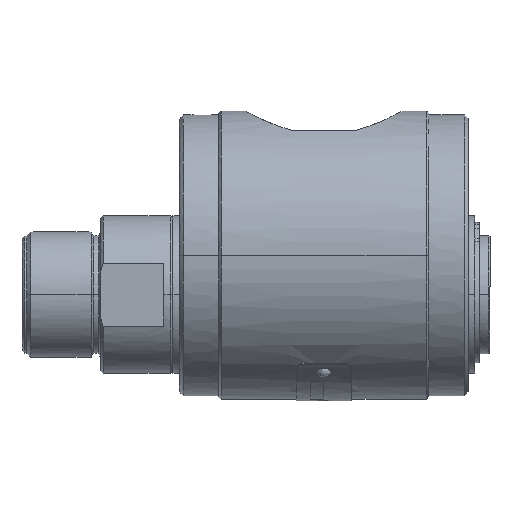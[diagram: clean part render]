
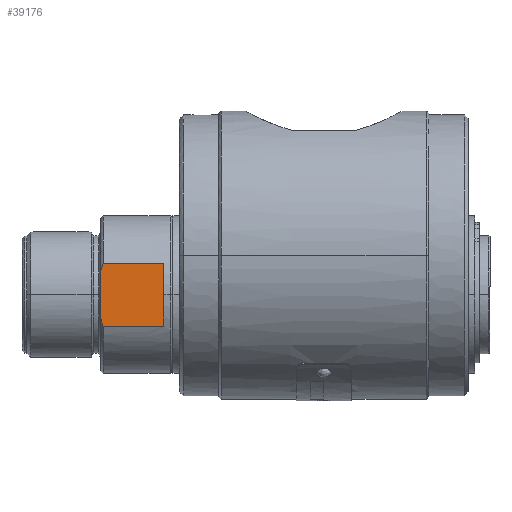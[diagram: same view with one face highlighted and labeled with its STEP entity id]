
A CAD part, front view. The second image highlights one B-rep face of the part: STEP entity #39176.
In plain terms, the highlighted planar face has unit normal (0, 1, 0).
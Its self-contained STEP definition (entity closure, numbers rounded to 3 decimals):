
#1584 = DIRECTION ( 'NONE',  ( 0., 0., 1. ) ) ;
#2008 = DIRECTION ( 'NONE',  ( 0., 1., 0. ) ) ;
#3834 = CARTESIAN_POINT ( 'NONE',  ( 31., -27.5, -11.99 ) ) ;
#4518 = EDGE_CURVE ( 'NONE', #39357, #20625, #17066, .T. ) ;
#4788 = ORIENTED_EDGE ( 'NONE', *, *, #24057, .T. ) ;
#4790 = DIRECTION ( 'NONE',  ( -1., 0., 0. ) ) ;
#5316 = LINE ( 'NONE', #24225, #22361 ) ;
#5677 = VECTOR ( 'NONE', #4790, 1000. ) ;
#5687 = VERTEX_POINT ( 'NONE', #12116 ) ;
#5939 = EDGE_CURVE ( 'NONE', #18828, #20625, #14186, .T. ) ;
#6224 = ORIENTED_EDGE ( 'NONE', *, *, #4518, .T. ) ;
#6650 = DIRECTION ( 'NONE',  ( 0., 0., 1. ) ) ;
#7849 = VERTEX_POINT ( 'NONE', #3834 ) ;
#7939 = CARTESIAN_POINT ( 'NONE',  ( 30., -27.5, -9.206 ) ) ;
#9872 = CARTESIAN_POINT ( 'NONE',  ( 54., -27.5, 0. ) ) ;
#11365 = CARTESIAN_POINT ( 'NONE',  ( 54.48, -27.5, 12.469 ) ) ;
#11497 = PLANE ( 'NONE',  #26139 ) ;
#11638 = CARTESIAN_POINT ( 'NONE',  ( 30., -27.5, 9.206 ) ) ;
#12116 = CARTESIAN_POINT ( 'NONE',  ( 30., -27.5, -9.206 ) ) ;
#12844 = EDGE_CURVE ( 'NONE', #5687, #39357, #5316, .T. ) ;
#13229 = VERTEX_POINT ( 'NONE', #16423 ) ;
#14186 = LINE ( 'NONE', #23960, #5677 ) ;
#14554 = ORIENTED_EDGE ( 'NONE', *, *, #37537, .F. ) ;
#15277 = EDGE_LOOP ( 'NONE', ( #15612, #14554, #4788, #19196, #6224, #24839 ) ) ;
#15612 = ORIENTED_EDGE ( 'NONE', *, *, #24854, .F. ) ;
#16423 = CARTESIAN_POINT ( 'NONE',  ( 54., -27.5, -11.99 ) ) ;
#17066 = B_SPLINE_CURVE_WITH_KNOTS ( 'NONE', 3,
 ( #26072, #36130, #35713, #35851 ),
 .UNSPECIFIED., .F., .F.,
 ( 4, 4 ),
 ( 0., 0.003 ),
 .UNSPECIFIED. ) ;
#18828 = VERTEX_POINT ( 'NONE', #28978 ) ;
#19196 = ORIENTED_EDGE ( 'NONE', *, *, #12844, .T. ) ;
#20625 = VERTEX_POINT ( 'NONE', #25211 ) ;
#22361 = VECTOR ( 'NONE', #1584, 1000. ) ;
#22387 = CARTESIAN_POINT ( 'NONE',  ( 31., -27.5, -11.99 ) ) ;
#23960 = CARTESIAN_POINT ( 'NONE',  ( 54.48, -27.5, 11.99 ) ) ;
#24057 = EDGE_CURVE ( 'NONE', #7849, #5687, #30345, .T. ) ;
#24225 = CARTESIAN_POINT ( 'NONE',  ( 30., -27.5, 0. ) ) ;
#24839 = ORIENTED_EDGE ( 'NONE', *, *, #5939, .F. ) ;
#24854 = EDGE_CURVE ( 'NONE', #13229, #18828, #26755, .T. ) ;
#25211 = CARTESIAN_POINT ( 'NONE',  ( 31., -27.5, 11.99 ) ) ;
#25758 = VECTOR ( 'NONE', #6650, 1000. ) ;
#26072 = CARTESIAN_POINT ( 'NONE',  ( 30., -27.5, 9.206 ) ) ;
#26139 = AXIS2_PLACEMENT_3D ( 'NONE', #11365, #2008, #33732 ) ;
#26755 = LINE ( 'NONE', #9872, #25758 ) ;
#28978 = CARTESIAN_POINT ( 'NONE',  ( 54., -27.5, 11.99 ) ) ;
#29789 = LINE ( 'NONE', #34456, #32790 ) ;
#30021 = CARTESIAN_POINT ( 'NONE',  ( 30.634, -27.5, -11.074 ) ) ;
#30345 = B_SPLINE_CURVE_WITH_KNOTS ( 'NONE', 3,
 ( #22387, #30021, #33234, #7939 ),
 .UNSPECIFIED., .F., .F.,
 ( 4, 4 ),
 ( 0., 0.003 ),
 .UNSPECIFIED. ) ;
#32790 = VECTOR ( 'NONE', #37672, 1000. ) ;
#33234 = CARTESIAN_POINT ( 'NONE',  ( 30.298, -27.5, -10.146 ) ) ;
#33732 = DIRECTION ( 'NONE',  ( 0., 0., -1. ) ) ;
#34456 = CARTESIAN_POINT ( 'NONE',  ( 54.48, -27.5, -11.99 ) ) ;
#35401 = FACE_OUTER_BOUND ( 'NONE', #15277, .T. ) ;
#35713 = CARTESIAN_POINT ( 'NONE',  ( 30.634, -27.5, 11.074 ) ) ;
#35851 = CARTESIAN_POINT ( 'NONE',  ( 31., -27.5, 11.99 ) ) ;
#36130 = CARTESIAN_POINT ( 'NONE',  ( 30.298, -27.5, 10.146 ) ) ;
#37537 = EDGE_CURVE ( 'NONE', #7849, #13229, #29789, .T. ) ;
#37672 = DIRECTION ( 'NONE',  ( 1., 0., 0. ) ) ;
#39176 = ADVANCED_FACE ( 'NONE', ( #35401 ), #11497, .T. ) ;
#39357 = VERTEX_POINT ( 'NONE', #11638 ) ;
